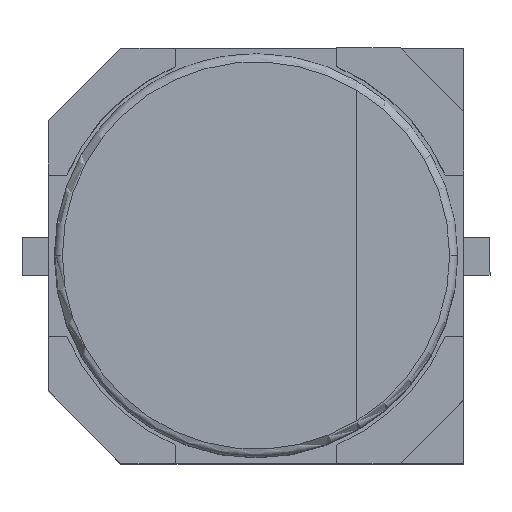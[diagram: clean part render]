
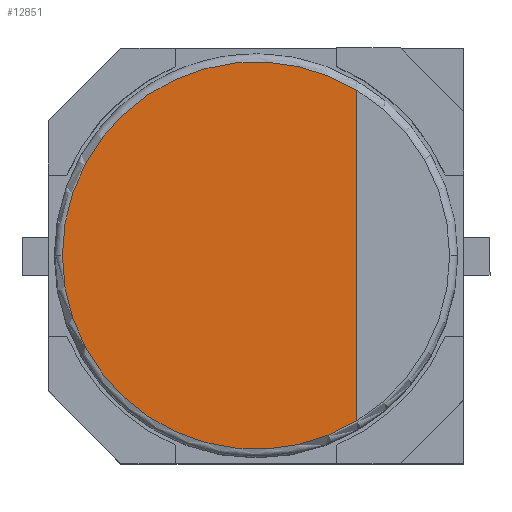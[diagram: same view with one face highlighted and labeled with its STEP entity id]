
A CAD part, top view. The second image highlights one B-rep face of the part: STEP entity #12851.
In plain terms, the highlighted planar face has unit normal (0, 0, 1).
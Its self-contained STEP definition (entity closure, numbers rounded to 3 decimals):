
#706 = FACE_OUTER_BOUND ( 'NONE', #6738, .T. ) ;
#1487 = DIRECTION ( 'NONE',  ( 0., 0., -1. ) ) ;
#1898 = AXIS2_PLACEMENT_3D ( 'NONE', #5150, #11963, #14238 ) ;
#2164 = DIRECTION ( 'NONE',  ( 0., -1., 0. ) ) ;
#2301 = CARTESIAN_POINT ( 'NONE',  ( 2.5, 0., 9. ) ) ;
#2416 = AXIS2_PLACEMENT_3D ( 'NONE', #9832, #8705, #4427 ) ;
#3029 = ORIENTED_EDGE ( 'NONE', *, *, #9574, .F. ) ;
#4259 = CARTESIAN_POINT ( 'NONE',  ( 2.5, -4.098, 9. ) ) ;
#4427 = DIRECTION ( 'NONE',  ( -1., 0., 0. ) ) ;
#4860 = DIRECTION ( 'NONE',  ( 1., 0., 0. ) ) ;
#5150 = CARTESIAN_POINT ( 'NONE',  ( 0., 0., 9. ) ) ;
#5870 = LINE ( 'NONE', #2301, #7439 ) ;
#5968 = CARTESIAN_POINT ( 'NONE',  ( 0., 0., 9. ) ) ;
#6224 = EDGE_CURVE ( 'NONE', #9140, #11283, #5870, .T. ) ;
#6738 = EDGE_LOOP ( 'NONE', ( #13788, #7440, #3029 ) ) ;
#7191 = CARTESIAN_POINT ( 'NONE',  ( -4.8, 0., 9. ) ) ;
#7265 = CIRCLE ( 'NONE', #12808, 4.8 ) ;
#7439 = VECTOR ( 'NONE', #2164, 1000. ) ;
#7440 = ORIENTED_EDGE ( 'NONE', *, *, #10717, .F. ) ;
#7503 = PLANE ( 'NONE',  #2416 ) ;
#8705 = DIRECTION ( 'NONE',  ( 0., 0., 1. ) ) ;
#9140 = VERTEX_POINT ( 'NONE', #10331 ) ;
#9574 = EDGE_CURVE ( 'NONE', #11283, #11211, #15010, .T. ) ;
#9832 = CARTESIAN_POINT ( 'NONE',  ( 0., 0., 9. ) ) ;
#10331 = CARTESIAN_POINT ( 'NONE',  ( 2.5, 4.098, 9. ) ) ;
#10717 = EDGE_CURVE ( 'NONE', #11211, #9140, #7265, .T. ) ;
#11211 = VERTEX_POINT ( 'NONE', #7191 ) ;
#11283 = VERTEX_POINT ( 'NONE', #4259 ) ;
#11963 = DIRECTION ( 'NONE',  ( 0., 0., -1. ) ) ;
#12808 = AXIS2_PLACEMENT_3D ( 'NONE', #5968, #1487, #4860 ) ;
#12851 = ADVANCED_FACE ( 'NONE', ( #706 ), #7503, .T. ) ;
#13788 = ORIENTED_EDGE ( 'NONE', *, *, #6224, .F. ) ;
#14238 = DIRECTION ( 'NONE',  ( 1., 0., 0. ) ) ;
#15010 = CIRCLE ( 'NONE', #1898, 4.8 ) ;
